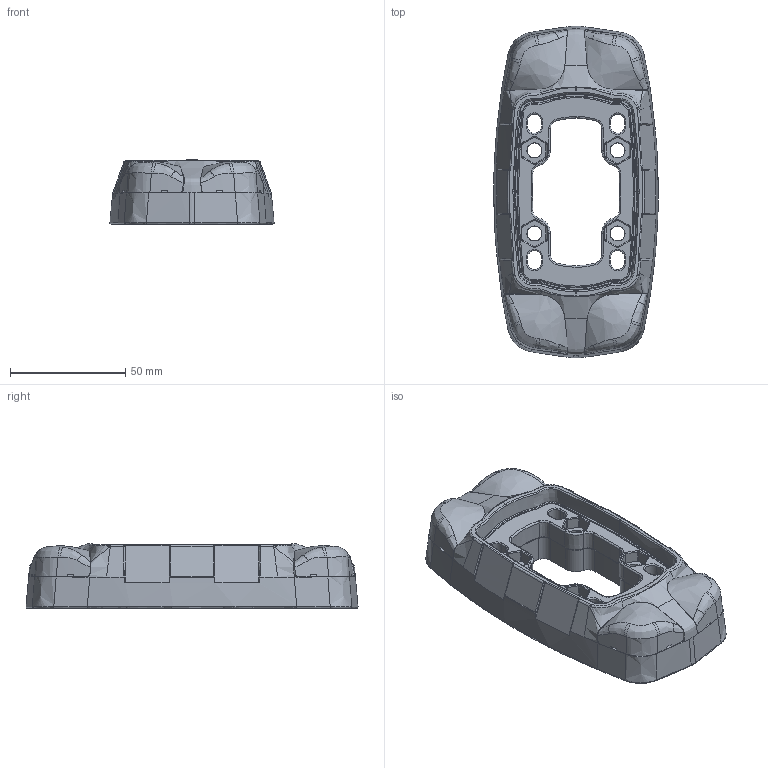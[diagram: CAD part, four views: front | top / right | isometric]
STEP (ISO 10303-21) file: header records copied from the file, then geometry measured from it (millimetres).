
FILE_DESCRIPTION (( 'STEP AP214' ), '1' );
FILE_NAME ('TK060.800.STEP', '2024-08-06T16:30:33', ( '' ), ( '' ), 'SwSTEP 2.0', 'SolidWorks 2023', '' );
FILE_SCHEMA (( 'AUTOMOTIVE_DESIGN' ));
Length unit declared in the file: inch
Products named in the file (1): TK060.800
Bounding box: 71.26 x 143.85 x 27.8 mm (x, y, z)
Volume: 123778.3 mm3; surface area: 48517.1 mm2
Topology: 5 solids, 14 shells, 1022 faces, 2553 edges, 1573 vertices
Faces by surface type: bspline 565, plane 206, cylinder 188, cone 63
Full cylindrical faces by diameter (mm): 3.15 x19, 3.542 x8, 6.5 x4, 11.301 x1
Entity records: 78036 total; most frequent: CARTESIAN_POINT 59212, ORIENTED_EDGE 4876, EDGE_CURVE 2438, DIRECTION 2256, VERTEX_POINT 1536, B_SPLINE_CURVE_WITH_KNOTS 1462, EDGE_LOOP 1140, FACE_OUTER_BOUND 1071
